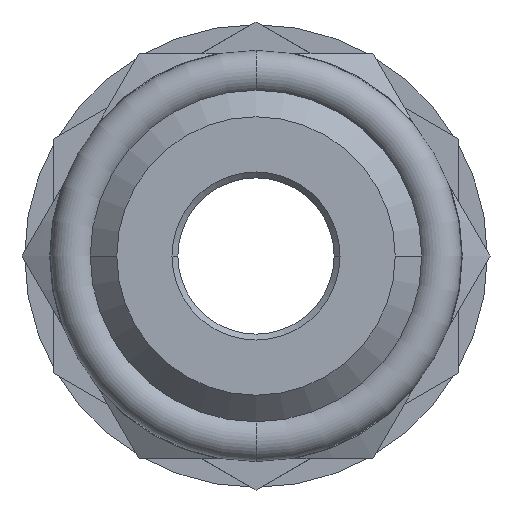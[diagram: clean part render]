
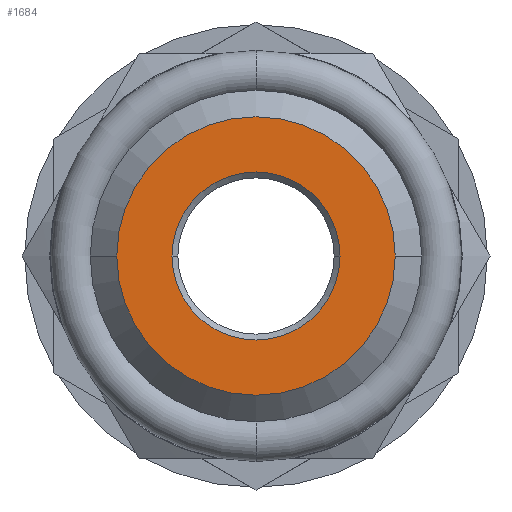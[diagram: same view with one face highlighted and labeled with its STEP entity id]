
A CAD part, front view. The second image highlights one B-rep face of the part: STEP entity #1684.
In plain terms, the highlighted planar face has unit normal (0, -1, 0).
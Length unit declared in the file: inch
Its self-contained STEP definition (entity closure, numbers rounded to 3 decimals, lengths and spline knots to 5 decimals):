
#285=CARTESIAN_POINT('',(0.,0.,0.));
#286=DIRECTION('',(0.,1.,0.));
#287=DIRECTION('',(1.,0.,0.));
#288=AXIS2_PLACEMENT_3D('',#285,#286,#287);
#315=CARTESIAN_POINT('',(0.,0.,0.));
#316=DIRECTION('',(0.,1.,0.));
#317=DIRECTION('',(-1.,0.,0.));
#318=AXIS2_PLACEMENT_3D('',#315,#316,#317);
#331=CARTESIAN_POINT('',(0.,0.,0.));
#332=DIRECTION('',(0.,1.,0.));
#333=DIRECTION('',(-1.,0.,0.));
#334=AXIS2_PLACEMENT_3D('',#331,#332,#333);
#361=CARTESIAN_POINT('',(0.,0.,0.));
#362=DIRECTION('',(0.,1.,0.));
#363=DIRECTION('',(1.,0.,0.));
#364=AXIS2_PLACEMENT_3D('',#361,#362,#363);
#1375=CARTESIAN_POINT('',(-0.23615,0.,0.));
#1376=CARTESIAN_POINT('',(0.23615,0.,0.));
#1377=VERTEX_POINT('',#1375);
#1378=VERTEX_POINT('',#1376);
#1399=CARTESIAN_POINT('',(0.1425,0.,0.));
#1400=CARTESIAN_POINT('',(-0.1425,0.,0.));
#1401=VERTEX_POINT('',#1399);
#1402=VERTEX_POINT('',#1400);
#1668=CARTESIAN_POINT('',(0.,0.,0.));
#1669=DIRECTION('',(0.,1.,0.));
#1670=DIRECTION('',(1.,0.,0.));
#1671=AXIS2_PLACEMENT_3D('',#1668,#1669,#1670);
#1672=PLANE('',#1671);
#1673=ORIENTED_EDGE('',*,*,#1658,.T.);
#1675=ORIENTED_EDGE('',*,*,#1674,.T.);
#1676=EDGE_LOOP('',(#1673,#1675));
#1677=FACE_OUTER_BOUND('',#1676,.F.);
#1679=ORIENTED_EDGE('',*,*,#1678,.F.);
#1681=ORIENTED_EDGE('',*,*,#1680,.F.);
#1682=EDGE_LOOP('',(#1679,#1681));
#1683=FACE_BOUND('',#1682,.F.);
#1684=ADVANCED_FACE('',(#1677,#1683),#1672,.F.);
#289=CIRCLE('',#288,0.23615);
#319=CIRCLE('',#318,0.23615);
#335=CIRCLE('',#334,0.1425);
#365=CIRCLE('',#364,0.1425);
#1658=EDGE_CURVE('',#1378,#1377,#289,.T.);
#1674=EDGE_CURVE('',#1377,#1378,#319,.T.);
#1678=EDGE_CURVE('',#1402,#1401,#335,.T.);
#1680=EDGE_CURVE('',#1401,#1402,#365,.T.);
